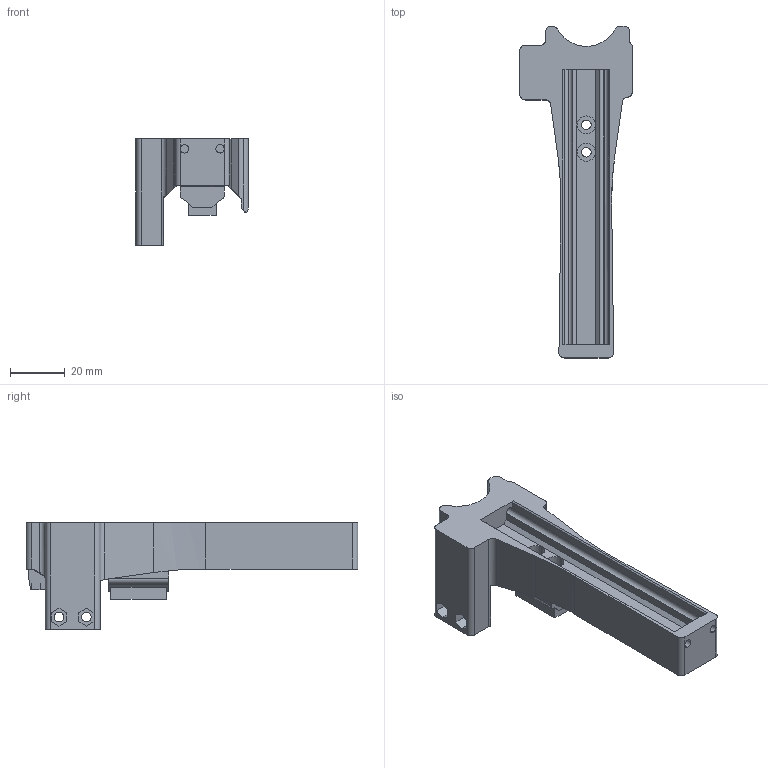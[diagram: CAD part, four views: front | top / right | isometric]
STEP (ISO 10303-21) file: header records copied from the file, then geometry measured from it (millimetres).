
FILE_DESCRIPTION (( 'STEP AP214' ), '1' );
FILE_NAME ('V_bracket_upgrade_base.STEP', '2025-11-18T22:22:01', ( '' ), ( '' ), 'SwSTEP 2.0', 'SolidWorks 2024', '' );
FILE_SCHEMA (( 'AUTOMOTIVE_DESIGN' ));
Length unit declared in the file: millimetre
Products named in the file (1): V_bracket_upgrade_base
Bounding box: 41 x 121 x 39 mm (x, y, z)
Volume: 44166.1 mm3; surface area: 16263.6 mm2
Topology: 1 solids, 1 shells, 123 faces, 350 edges, 231 vertices
Faces by surface type: plane 84, cylinder 39
Entity records: 4067 total; most frequent: CARTESIAN_POINT 781, ORIENTED_EDGE 700, DIRECTION 664, EDGE_CURVE 350, LINE 248, VECTOR 248, VERTEX_POINT 231, AXIS2_PLACEMENT_3D 208
